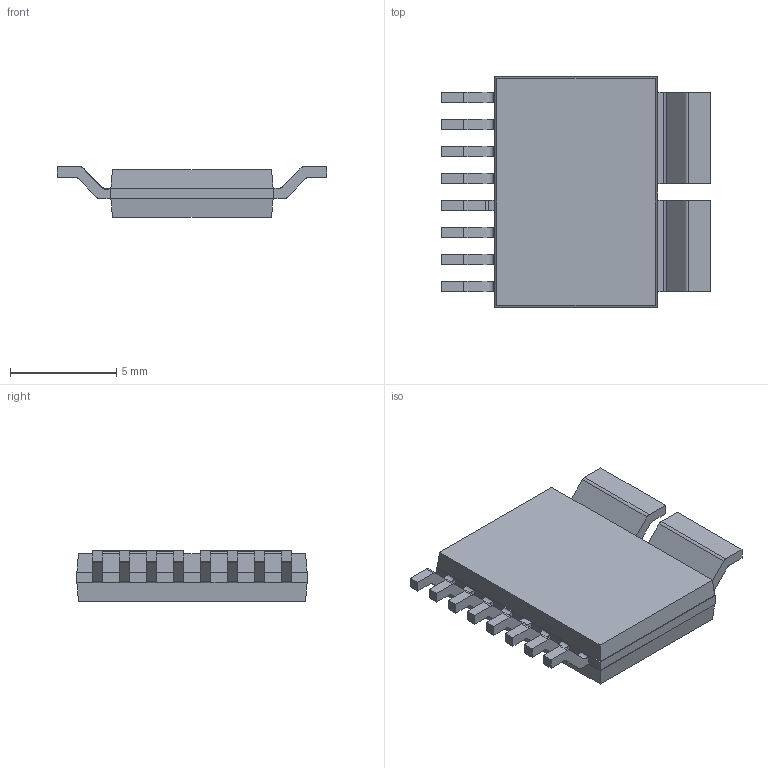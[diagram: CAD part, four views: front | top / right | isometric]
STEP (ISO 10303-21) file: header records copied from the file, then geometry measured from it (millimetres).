
FILE_DESCRIPTION(/* description */ ('Unknown'),/* implementation_level */ '2;1');
FILE_NAME(/* name */ 'CZ3A07',/* time_stamp */ '2023-02-23T08:23:20+02:00',/* author */ ('Unknown'),/* organization */ ('Unknown'),/* preprocessor_version */ 'ST-DEVELOPER v18.1',/* originating_system */ 'Solid Edge',/* authorisation */ 'Unknown');
FILE_SCHEMA (('AUTOMOTIVE_DESIGN {1 0 10303 214 3 1 1}'));
Length unit declared in the file: millimetre
Products named in the file (1): CZ3A07
Bounding box: 12.7 x 10.9 x 2.39 mm (x, y, z)
Volume: 202.7 mm3; surface area: 348.4 mm2
Topology: 1 solids, 1 shells, 186 faces, 511 edges, 334 vertices
Faces by surface type: plane 145, cylinder 41
Full cylindrical faces by diameter (mm): 1.391 x1
Entity records: 7158 total; most frequent: CARTESIAN_POINT 1031, ORIENTED_EDGE 1020, DIRECTION 966, EDGE_CURVE 510, LINE 428, VECTOR 428, VERTEX_POINT 334, AXIS2_PLACEMENT_3D 269
